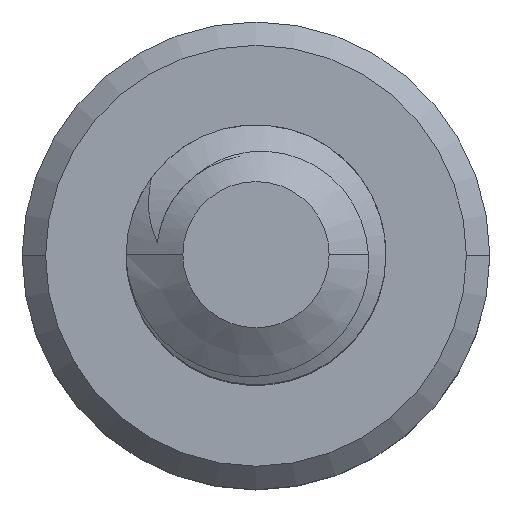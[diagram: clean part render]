
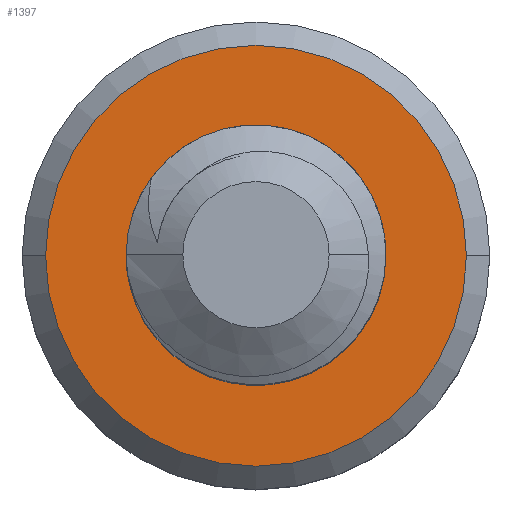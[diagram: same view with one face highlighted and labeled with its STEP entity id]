
A CAD part, top view. The second image highlights one B-rep face of the part: STEP entity #1397.
In plain terms, the highlighted planar face has unit normal (0, 0, 1).
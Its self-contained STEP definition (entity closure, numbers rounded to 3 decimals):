
#20=FACE_BOUND('',#354,.T.);
#23=PLANE('',#1514);
#198=B_SPLINE_CURVE_WITH_KNOTS('',3,(#3426,#3427,#3428,#3429,#3430,#3431,
#3432,#3433,#3434,#3435,#3436,#3437),.UNSPECIFIED.,.F.,.F.,(4,2,2,2,2,4),
(0.,0.001,0.001,0.002,
0.002,0.003),.UNSPECIFIED.);
#199=B_SPLINE_CURVE_WITH_KNOTS('',3,(#3827,#3828,#3829,#3830,#3831,#3832,
#3833,#3834,#3835,#3836,#3837,#3838),.UNSPECIFIED.,.F.,.F.,(4,2,2,2,2,4),
(0.,0.,0.001,0.001,
0.002,0.003),.UNSPECIFIED.);
#271=FACE_OUTER_BOUND('',#353,.T.);
#353=EDGE_LOOP('',(#1259,#1260));
#354=EDGE_LOOP('',(#1261,#1262,#1263,#1264,#1265,#1266));
#516=CIRCLE('',#1429,2.025);
#524=CIRCLE('',#1467,0.958);
#525=CIRCLE('',#1470,1.25);
#526=CIRCLE('',#1483,1.25);
#528=CIRCLE('',#1499,0.958);
#539=CIRCLE('',#1515,2.025);
#540=VERTEX_POINT('',#1820);
#541=VERTEX_POINT('',#1821);
#609=VERTEX_POINT('',#2444);
#610=VERTEX_POINT('',#2446);
#615=VERTEX_POINT('',#2481);
#618=VERTEX_POINT('',#2503);
#663=VERTEX_POINT('',#2782);
#665=VERTEX_POINT('',#3425);
#677=EDGE_CURVE('',#540,#541,#516,.T.);
#774=EDGE_CURVE('',#610,#609,#524,.T.);
#784=EDGE_CURVE('',#618,#615,#525,.T.);
#829=EDGE_CURVE('',#663,#618,#526,.T.);
#858=EDGE_CURVE('',#665,#615,#198,.T.);
#860=EDGE_CURVE('',#663,#610,#199,.T.);
#861=EDGE_CURVE('',#609,#665,#528,.T.);
#872=EDGE_CURVE('',#541,#540,#539,.T.);
#1259=ORIENTED_EDGE('',*,*,#872,.T.);
#1260=ORIENTED_EDGE('',*,*,#677,.T.);
#1261=ORIENTED_EDGE('',*,*,#829,.F.);
#1262=ORIENTED_EDGE('',*,*,#860,.T.);
#1263=ORIENTED_EDGE('',*,*,#774,.T.);
#1264=ORIENTED_EDGE('',*,*,#861,.T.);
#1265=ORIENTED_EDGE('',*,*,#858,.T.);
#1266=ORIENTED_EDGE('',*,*,#784,.F.);
#1397=ADVANCED_FACE('',(#271,#20),#23,.F.);
#1429=AXIS2_PLACEMENT_3D('',#1822,#1538,#1539);
#1467=AXIS2_PLACEMENT_3D('',#2447,#1649,#1650);
#1470=AXIS2_PLACEMENT_3D('',#2505,#1659,#1660);
#1483=AXIS2_PLACEMENT_3D('',#2783,#1707,#1708);
#1499=AXIS2_PLACEMENT_3D('',#3840,#1739,#1740);
#1514=AXIS2_PLACEMENT_3D('',#3860,#1769,#1770);
#1515=AXIS2_PLACEMENT_3D('',#3861,#1771,#1772);
#1538=DIRECTION('center_axis',(0.,0.,1.));
#1539=DIRECTION('ref_axis',(-1.,0.,0.));
#1649=DIRECTION('center_axis',(0.,0.,-1.));
#1650=DIRECTION('ref_axis',(1.,0.,0.));
#1659=DIRECTION('center_axis',(0.,0.,1.));
#1660=DIRECTION('ref_axis',(1.,0.,0.));
#1707=DIRECTION('center_axis',(0.,0.,1.));
#1708=DIRECTION('ref_axis',(1.,0.,0.));
#1739=DIRECTION('center_axis',(0.,0.,-1.));
#1740=DIRECTION('ref_axis',(1.,0.,0.));
#1769=DIRECTION('center_axis',(0.,0.,-1.));
#1770=DIRECTION('ref_axis',(-1.,0.,0.));
#1771=DIRECTION('center_axis',(0.,0.,1.));
#1772=DIRECTION('ref_axis',(-1.,0.,0.));
#1820=CARTESIAN_POINT('',(2.025,0.,-6.));
#1821=CARTESIAN_POINT('',(-2.025,0.,-6.));
#1822=CARTESIAN_POINT('Origin',(0.,0.,-6.));
#2444=CARTESIAN_POINT('',(-0.958,0.,-6.));
#2446=CARTESIAN_POINT('',(-0.927,-0.239,-6.));
#2447=CARTESIAN_POINT('Origin',(0.,0.,-6.));
#2481=CARTESIAN_POINT('',(1.21,0.312,-6.));
#2503=CARTESIAN_POINT('',(1.25,0.,-6.));
#2505=CARTESIAN_POINT('Origin',(0.,0.,-6.));
#2782=CARTESIAN_POINT('',(1.083,-0.625,-6.));
#2783=CARTESIAN_POINT('Origin',(0.,0.,-6.));
#3425=CARTESIAN_POINT('',(-0.829,0.479,-6.));
#3426=CARTESIAN_POINT('Ctrl Pts',(-0.829,0.479,-6.));
#3427=CARTESIAN_POINT('Ctrl Pts',(-0.742,0.682,-6.));
#3428=CARTESIAN_POINT('Ctrl Pts',(-0.59,0.851,
-6.));
#3429=CARTESIAN_POINT('Ctrl Pts',(-0.208,1.069,-6.));
#3430=CARTESIAN_POINT('Ctrl Pts',(0.016,1.11,-6.));
#3431=CARTESIAN_POINT('Ctrl Pts',(0.453,1.065,-6.));
#3432=CARTESIAN_POINT('Ctrl Pts',(0.664,0.978,-6.));
#3433=CARTESIAN_POINT('Ctrl Pts',(0.919,0.774,-6.));
#3434=CARTESIAN_POINT('Ctrl Pts',(0.996,0.693,-6.));
#3435=CARTESIAN_POINT('Ctrl Pts',(1.121,0.514,-6.));
#3436=CARTESIAN_POINT('Ctrl Pts',(1.172,0.416,-6.));
#3437=CARTESIAN_POINT('Ctrl Pts',(1.21,0.312,-6.));
#3827=CARTESIAN_POINT('Ctrl Pts',(1.083,-0.625,-6.));
#3828=CARTESIAN_POINT('Ctrl Pts',(1.019,-0.715,-6.));
#3829=CARTESIAN_POINT('Ctrl Pts',(0.944,-0.795,
-6.));
#3830=CARTESIAN_POINT('Ctrl Pts',(0.774,-0.933,
-6.));
#3831=CARTESIAN_POINT('Ctrl Pts',(0.679,-0.99,
-6.));
#3832=CARTESIAN_POINT('Ctrl Pts',(0.378,-1.118,-6.));
#3833=CARTESIAN_POINT('Ctrl Pts',(0.15,-1.147,-6.));
#3834=CARTESIAN_POINT('Ctrl Pts',(-0.28,-1.076,
-6.));
#3835=CARTESIAN_POINT('Ctrl Pts',(-0.484,-0.973,
-6.));
#3836=CARTESIAN_POINT('Ctrl Pts',(-0.794,-0.661,
-6.));
#3837=CARTESIAN_POINT('Ctrl Pts',(-0.9,-0.459,
-6.));
#3838=CARTESIAN_POINT('Ctrl Pts',(-0.927,-0.239,
-6.));
#3840=CARTESIAN_POINT('Origin',(0.,0.,-6.));
#3860=CARTESIAN_POINT('Origin',(0.,0.,-6.));
#3861=CARTESIAN_POINT('Origin',(0.,0.,-6.));
